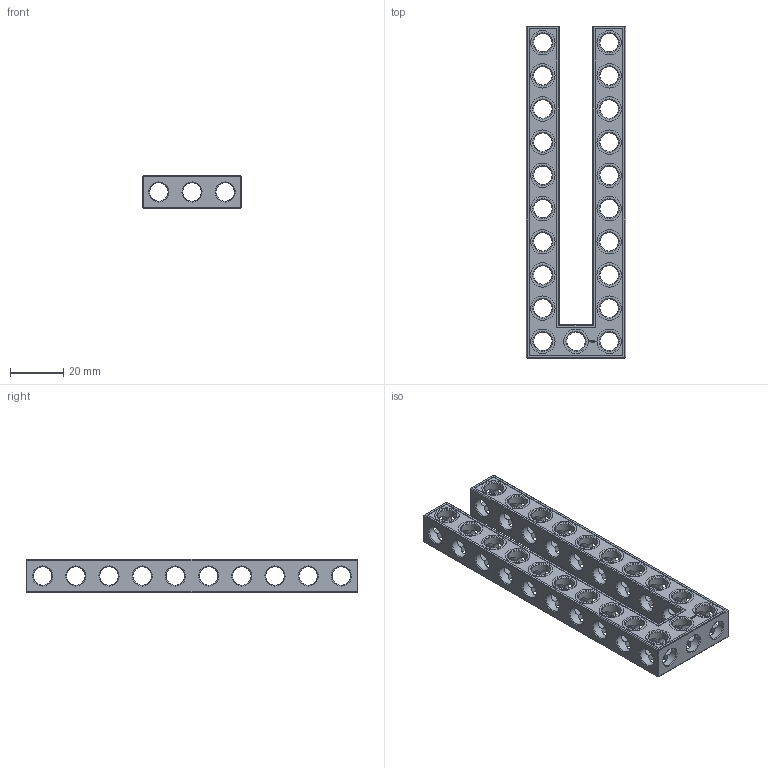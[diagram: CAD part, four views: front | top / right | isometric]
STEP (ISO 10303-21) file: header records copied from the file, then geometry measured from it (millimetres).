
FILE_DESCRIPTION(('FreeCAD Model'),'2;1');
FILE_NAME('Open CASCADE Shape Model','2022-02-22T23:07:25',( 'Paulo Kiefe'),('STEMFIE.org'),'Open CASCADE STEP processor 7.4', 'FreeCAD','Unknown');
FILE_SCHEMA(('AUTOMOTIVE_DESIGN { 1 0 10303 214 1 1 1 1 }'));
Products named in the file (1): Beam_AGD_ESS_USH_SYM_BU03x10x01_-_SPN-BEM-0309_(stemfie.org)
Bounding box: 37.5 x 125 x 12.5 mm (x, y, z)
Volume: 20525.6 mm3; surface area: 18417.1 mm2
Topology: 1 solids, 1 shells, 795 faces, 2332 edges, 1510 vertices
Faces by surface type: plane 388, extrusion 194, cylinder 127, cone 86
Full cylindrical faces by diameter (mm): 6.98 x22, 7 x84, 9.2 x21
Entity records: 146066 total; most frequent: CARTESIAN_POINT 102614, DIRECTION 6818, VECTOR 4779, ORIENTED_EDGE 4664, PCURVE 4664, DEFINITIONAL_REPRESENTATION 4664, LINE 4585, EDGE_CURVE 2332
